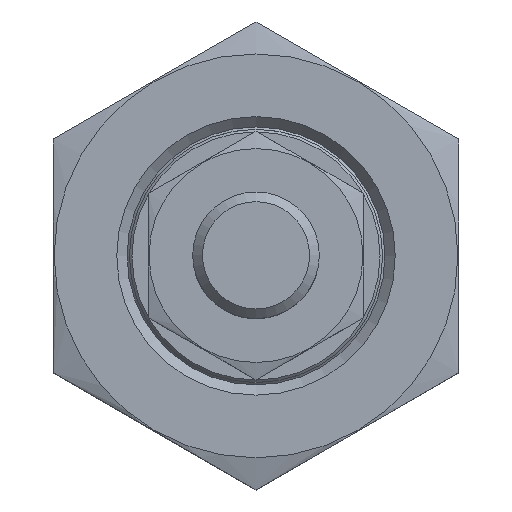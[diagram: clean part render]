
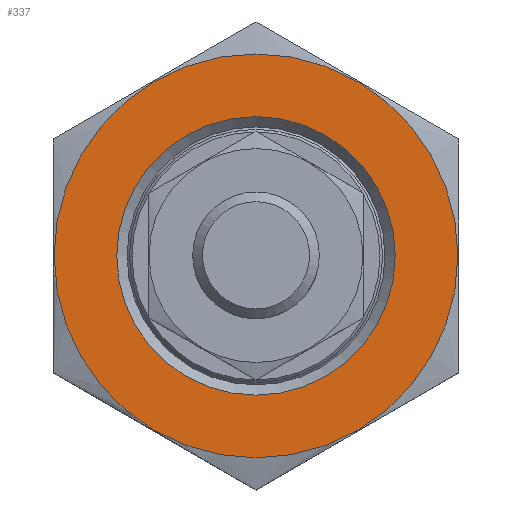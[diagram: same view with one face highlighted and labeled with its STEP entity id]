
A CAD part, top view. The second image highlights one B-rep face of the part: STEP entity #337.
In plain terms, the highlighted face is planar.
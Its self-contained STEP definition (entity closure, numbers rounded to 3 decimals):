
#337 = ADVANCED_FACE( '', ( #727, #728 ), #729, .F. );
#727 = FACE_OUTER_BOUND( '', #1218, .T. );
#728 = FACE_BOUND( '', #1219, .T. );
#729 = PLANE( '', #1220 );
#1218 = EDGE_LOOP( '', ( #1937 ) );
#1219 = EDGE_LOOP( '', ( #1938 ) );
#1220 = AXIS2_PLACEMENT_3D( '', #1939, #1940, #1941 );
#1937 = ORIENTED_EDGE( '', *, *, #2900, .F. );
#1938 = ORIENTED_EDGE( '', *, *, #2901, .T. );
#1939 = CARTESIAN_POINT( '', ( 0., 0., 0. ) );
#1940 = DIRECTION( '', ( 0., -1., 0. ) );
#1941 = DIRECTION( '', ( 0., 0., -1. ) );
#2900 = EDGE_CURVE( '', #3481, #3481, #3482, .T. );
#2901 = EDGE_CURVE( '', #3483, #3483, #3484, .T. );
#3481 = VERTEX_POINT( '', #4542 );
#3482 = CIRCLE( '', #4543, 15.95 );
#3483 = VERTEX_POINT( '', #4544 );
#3484 = CIRCLE( '', #4545, 11. );
#4542 = CARTESIAN_POINT( '', ( 0., 0., -15.95 ) );
#4543 = AXIS2_PLACEMENT_3D( '', #5383, #5384, #5385 );
#4544 = CARTESIAN_POINT( '', ( 0., 0., -11. ) );
#4545 = AXIS2_PLACEMENT_3D( '', #5386, #5387, #5388 );
#5383 = CARTESIAN_POINT( '', ( 0., 0., 0. ) );
#5384 = DIRECTION( '', ( 0., -1., 0. ) );
#5385 = DIRECTION( '', ( 0., 0., -1. ) );
#5386 = CARTESIAN_POINT( '', ( 0., 0., 0. ) );
#5387 = DIRECTION( '', ( 0., -1., 0. ) );
#5388 = DIRECTION( '', ( 0., 0., -1. ) );
